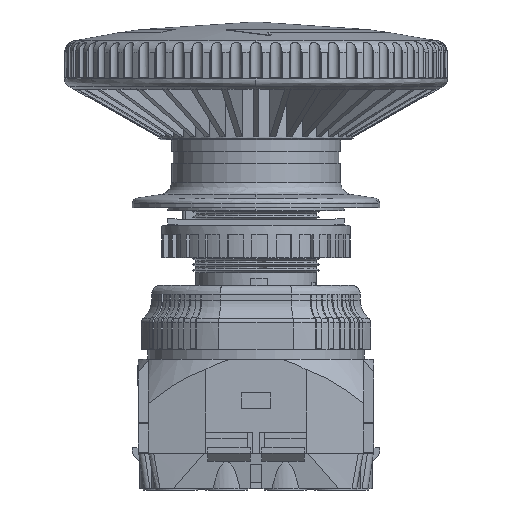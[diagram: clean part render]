
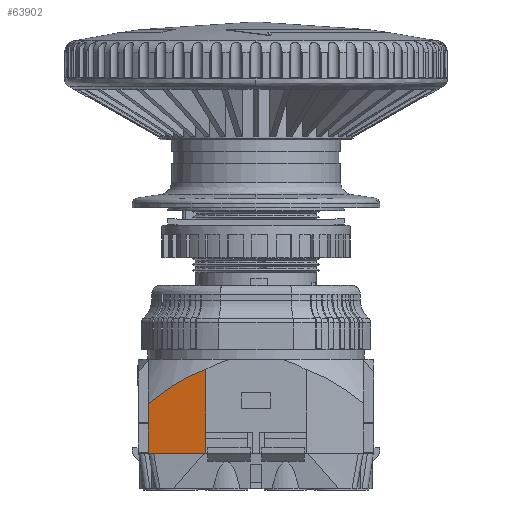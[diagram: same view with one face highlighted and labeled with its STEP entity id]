
A CAD part, left-side view. The second image highlights one B-rep face of the part: STEP entity #63902.
In plain terms, the highlighted planar face has unit normal (-0.985, 0.174, 0).
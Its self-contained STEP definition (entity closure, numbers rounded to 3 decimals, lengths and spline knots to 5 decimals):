
#1001 = CARTESIAN_POINT ( 'NONE',  ( -0.71937, 0.72047, 0.23622 ) ) ;
#4504 = PLANE ( 'NONE',  #81272 ) ;
#6297 = ORIENTED_EDGE ( 'NONE', *, *, #47734, .F. ) ;
#10380 = DIRECTION ( 'NONE',  ( 0., 0., 1. ) ) ;
#10825 = ORIENTED_EDGE ( 'NONE', *, *, #82847, .F. ) ;
#14252 = DIRECTION ( 'NONE',  ( 0.174, 0.985, 0. ) ) ;
#14402 = CARTESIAN_POINT ( 'NONE',  ( -0.7874, 0.33465, 0.86614 ) ) ;
#15853 = CARTESIAN_POINT ( 'NONE',  ( -0.7874, 0.33465, 0.37795 ) ) ;
#16588 = VERTEX_POINT ( 'NONE', #32035 ) ;
#17571 = CARTESIAN_POINT ( 'NONE',  ( -0.76297, 0.47323, 0.73888 ) ) ;
#21506 = DIRECTION ( 'NONE',  ( 0., 0., -1. ) ) ;
#25569 = VERTEX_POINT ( 'NONE', #15853 ) ;
#31755 = VERTEX_POINT ( 'NONE', #1001 ) ;
#32035 = CARTESIAN_POINT ( 'NONE',  ( -0.7874, 0.33465, 0.23622 ) ) ;
#32235 = CARTESIAN_POINT ( 'NONE',  ( -0.7874, 0.33465, 0.79706 ) ) ;
#32562 = CARTESIAN_POINT ( 'NONE',  ( -0.7874, 0.33465, 0.86614 ) ) ;
#32686 = CARTESIAN_POINT ( 'NONE',  ( -0.72971, 0.66183, 0.61782 ) ) ;
#33328 = DIRECTION ( 'NONE',  ( 0.985, -0.174, 0. ) ) ;
#38391 = CARTESIAN_POINT ( 'NONE',  ( -0.77486, 0.40578, 0.7712 ) ) ;
#39328 = CARTESIAN_POINT ( 'NONE',  ( -0.781, 0.37097, 0.78545 ) ) ;
#44178 = EDGE_CURVE ( 'NONE', #82353, #75523, #74796, .T. ) ;
#45008 = VECTOR ( 'NONE', #14252, 39.37008 ) ;
#45544 = DIRECTION ( 'NONE',  ( 0., 0., 1. ) ) ;
#46913 = CARTESIAN_POINT ( 'NONE',  ( -0.71937, 0.72047, 0.57008 ) ) ;
#47734 = EDGE_CURVE ( 'NONE', #16588, #31755, #65318, .T. ) ;
#48470 = FACE_OUTER_BOUND ( 'NONE', #56202, .T. ) ;
#48618 = VECTOR ( 'NONE', #45544, 39.37008 ) ;
#50198 = CARTESIAN_POINT ( 'NONE',  ( -0.71937, 0.72047, 0.23622 ) ) ;
#54897 = EDGE_CURVE ( 'NONE', #31755, #82353, #82900, .T. ) ;
#55561 = DIRECTION ( 'NONE',  ( 0.174, 0.985, 0. ) ) ;
#56202 = EDGE_LOOP ( 'NONE', ( #59243, #6297, #10825, #72567, #88822 ) ) ;
#57432 = VECTOR ( 'NONE', #21506, 39.37008 ) ;
#58835 = EDGE_CURVE ( 'NONE', #25569, #75523, #88889, .T. ) ;
#59243 = ORIENTED_EDGE ( 'NONE', *, *, #54897, .F. ) ;
#63902 = ADVANCED_FACE ( 'NONE', ( #48470 ), #4504, .F. ) ;
#65318 = LINE ( 'NONE', #50198, #45008 ) ;
#67311 = VECTOR ( 'NONE', #10380, 39.37008 ) ;
#68176 = CARTESIAN_POINT ( 'NONE',  ( -0.75721, 0.50586, 0.72081 ) ) ;
#72567 = ORIENTED_EDGE ( 'NONE', *, *, #58835, .T. ) ;
#74796 = B_SPLINE_CURVE_WITH_KNOTS ( 'NONE', 3,
 ( #46913, #32686, #75750, #68176, #17571, #38391, #39328, #32235 ),
 .UNSPECIFIED., .F., .F.,
 ( 4, 2, 2, 4 ),
 ( 0., 0.00575, 0.00863, 0.0115 ),
 .UNSPECIFIED. ) ;
#75523 = VERTEX_POINT ( 'NONE', #88568 ) ;
#75750 = CARTESIAN_POINT ( 'NONE',  ( -0.74038, 0.60134, 0.66236 ) ) ;
#81272 = AXIS2_PLACEMENT_3D ( 'NONE', #91487, #33328, #55561 ) ;
#82353 = VERTEX_POINT ( 'NONE', #88631 ) ;
#82847 = EDGE_CURVE ( 'NONE', #25569, #16588, #85841, .T. ) ;
#82900 = LINE ( 'NONE', #89048, #48618 ) ;
#85841 = LINE ( 'NONE', #14402, #57432 ) ;
#88568 = CARTESIAN_POINT ( 'NONE',  ( -0.7874, 0.33465, 0.79706 ) ) ;
#88631 = CARTESIAN_POINT ( 'NONE',  ( -0.71937, 0.72047, 0.57008 ) ) ;
#88822 = ORIENTED_EDGE ( 'NONE', *, *, #44178, .F. ) ;
#88889 = LINE ( 'NONE', #32562, #67311 ) ;
#89048 = CARTESIAN_POINT ( 'NONE',  ( -0.71937, 0.72047, 0.86614 ) ) ;
#91487 = CARTESIAN_POINT ( 'NONE',  ( -0.71937, 0.72047, 0.86614 ) ) ;
